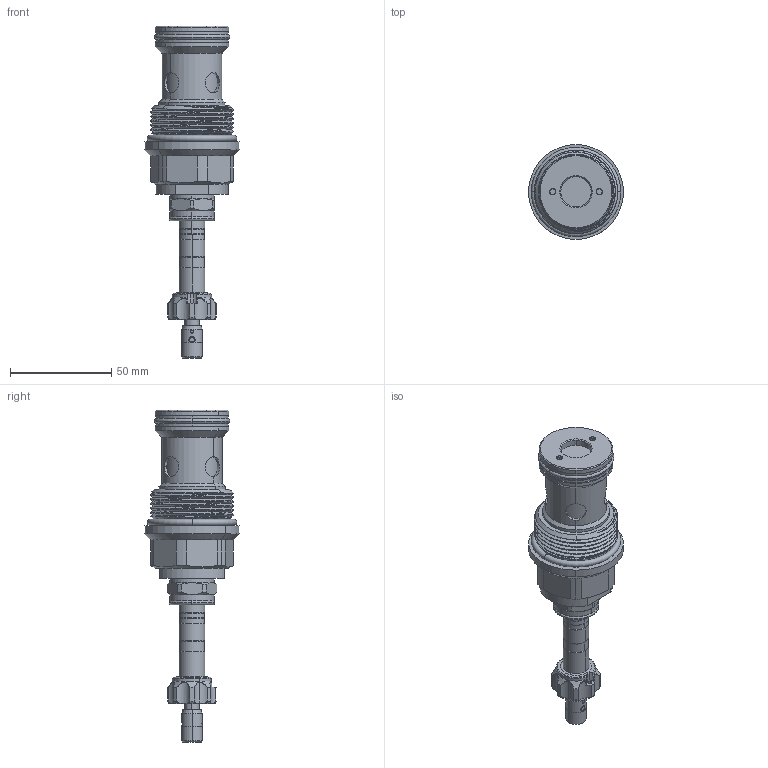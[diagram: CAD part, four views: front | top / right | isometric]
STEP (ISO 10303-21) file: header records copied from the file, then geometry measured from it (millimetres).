
FILE_DESCRIPTION (( 'STEP AP203' ), '1' );
FILE_NAME ('EP20W2A01T95.STEP', '2021-03-11T01:42:55', ( '' ), ( '' ), 'SwSTEP 2.0', 'SolidWorks 2018', '' );
FILE_SCHEMA (( 'CONFIG_CONTROL_DESIGN' ));
Length unit declared in the file: millimetre
Products named in the file (1): EP20W2A01T95
Bounding box: 46.62 x 46.62 x 163.95 mm (x, y, z)
Volume: 102315.9 mm3; surface area: 22588 mm2
Topology: 3 solids, 3 shells, 327 faces, 761 edges, 460 vertices
Faces by surface type: cylinder 154, cone 47, plane 47, torus 42, bspline 37
Entity records: 14128 total; most frequent: CARTESIAN_POINT 6909, ORIENTED_EDGE 1518, DIRECTION 1484, EDGE_CURVE 759, AXIS2_PLACEMENT_3D 633, VERTEX_POINT 460, EDGE_LOOP 355, CIRCLE 342
